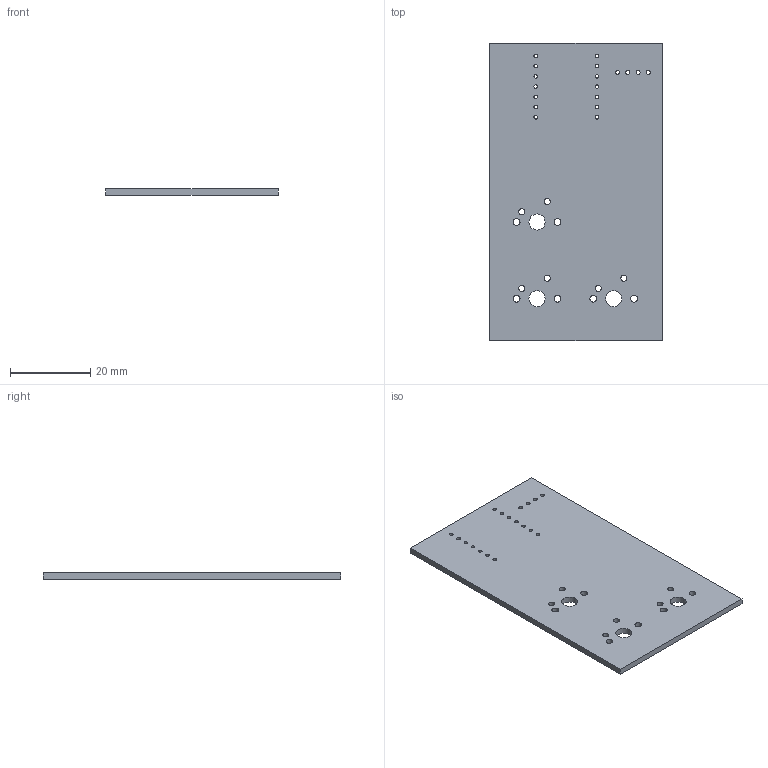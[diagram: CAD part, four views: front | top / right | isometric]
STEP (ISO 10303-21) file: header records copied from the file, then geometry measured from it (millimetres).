
FILE_DESCRIPTION(('KiCad electronic assembly'),'2;1');
FILE_NAME('pcb.step','2025-12-06T18:23:19',('Pcbnew'),('Kicad'), 'Open CASCADE STEP processor 7.9','KiCad to STEP converter','Unknown' );
FILE_SCHEMA(('AUTOMOTIVE_DESIGN { 1 0 10303 214 1 1 1 1 }'));
Length unit declared in the file: millimetre
Products named in the file (2): pcb 1; project_PCB
Assembly tree (1 placements, depth 2):
  pcb 1
    project_PCB
Bounding box: 42.86 x 73.82 x 1.51 mm (x, y, z)
Volume: 4666.4 mm3; surface area: 6759 mm2
Topology: 1 solids, 1 shells, 39 faces, 111 edges, 74 vertices
Faces by surface type: cylinder 33, plane 6
Full cylindrical faces by diameter (mm): 0.889 x14, 1 x4, 1.5 x6, 1.7 x6, 4 x3
Entity records: 1480 total; most frequent: DIRECTION 259, CARTESIAN_POINT 226, ORIENTED_EDGE 222, EDGE_CURVE 111, AXIS2_PLACEMENT_3D 107, FACE_BOUND 105, EDGE_LOOP 105, VERTEX_POINT 74
